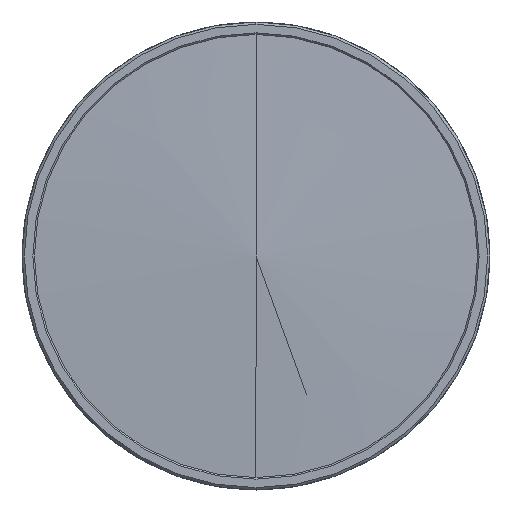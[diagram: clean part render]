
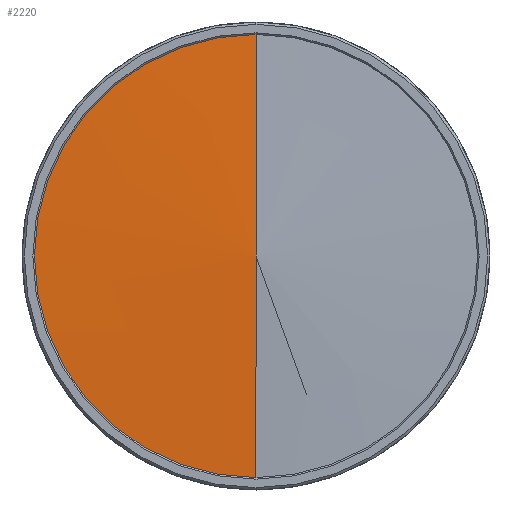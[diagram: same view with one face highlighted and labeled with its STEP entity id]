
A CAD part, left-side view. The second image highlights one B-rep face of the part: STEP entity #2220.
In plain terms, the highlighted conical face has half-angle 87.426 degrees and reference radius 145.868 mm.
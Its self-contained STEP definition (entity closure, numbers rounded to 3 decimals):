
#29 = AXIS2_PLACEMENT_3D ( 'NONE', #2770, #3278, #209 ) ;
#209 = DIRECTION ( 'NONE',  ( 0., 0., -1. ) ) ;
#441 = CARTESIAN_POINT ( 'NONE',  ( 6.385, 0., 142.05 ) ) ;
#544 = VECTOR ( 'NONE', #2656, 1000. ) ;
#708 = EDGE_CURVE ( 'NONE', #4970, #3976, #3347, .T. ) ;
#872 = DIRECTION ( 'NONE',  ( 0.045, 0., 0.999 ) ) ;
#900 = CARTESIAN_POINT ( 'NONE',  ( 6.556, 0., 145.868 ) ) ;
#1007 = FACE_OUTER_BOUND ( 'NONE', #1950, .T. ) ;
#1076 = CONICAL_SURFACE ( 'NONE', #5723, 145.868, 1.526 ) ;
#1903 = CARTESIAN_POINT ( 'NONE',  ( 6.556, 0., 0. ) ) ;
#1950 = EDGE_LOOP ( 'NONE', ( #3585, #4834, #4455 ) ) ;
#1990 = EDGE_CURVE ( 'NONE', #4970, #5857, #4367, .T. ) ;
#2026 = VECTOR ( 'NONE', #872, 1000. ) ;
#2220 = ADVANCED_FACE ( 'NONE', ( #1007 ), #1076, .T. ) ;
#2656 = DIRECTION ( 'NONE',  ( 0.045, 0., -0.999 ) ) ;
#2770 = CARTESIAN_POINT ( 'NONE',  ( 6.385, 0., 0. ) ) ;
#2791 = DIRECTION ( 'NONE',  ( 1., 0., 0. ) ) ;
#3278 = DIRECTION ( 'NONE',  ( 1., 0., 0. ) ) ;
#3347 = LINE ( 'NONE', #900, #2026 ) ;
#3585 = ORIENTED_EDGE ( 'NONE', *, *, #1990, .F. ) ;
#3976 = VERTEX_POINT ( 'NONE', #441 ) ;
#4106 = CARTESIAN_POINT ( 'NONE',  ( 6.556, 0., -145.868 ) ) ;
#4367 = LINE ( 'NONE', #4106, #544 ) ;
#4455 = ORIENTED_EDGE ( 'NONE', *, *, #5796, .F. ) ;
#4834 = ORIENTED_EDGE ( 'NONE', *, *, #708, .T. ) ;
#4881 = CARTESIAN_POINT ( 'NONE',  ( 6.385, 0., -142.05 ) ) ;
#4970 = VERTEX_POINT ( 'NONE', #6387 ) ;
#5284 = CIRCLE ( 'NONE', #29, 142.05 ) ;
#5723 = AXIS2_PLACEMENT_3D ( 'NONE', #1903, #2791, #6256 ) ;
#5796 = EDGE_CURVE ( 'NONE', #5857, #3976, #5284, .T. ) ;
#5857 = VERTEX_POINT ( 'NONE', #4881 ) ;
#6256 = DIRECTION ( 'NONE',  ( 0., 0., -1. ) ) ;
#6387 = CARTESIAN_POINT ( 'NONE',  ( 0., 0., 0. ) ) ;
